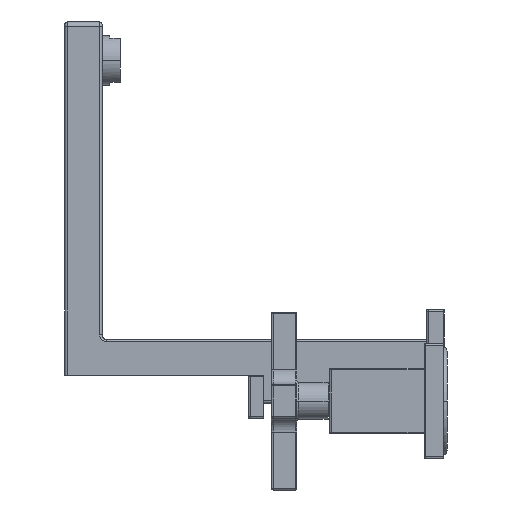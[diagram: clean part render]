
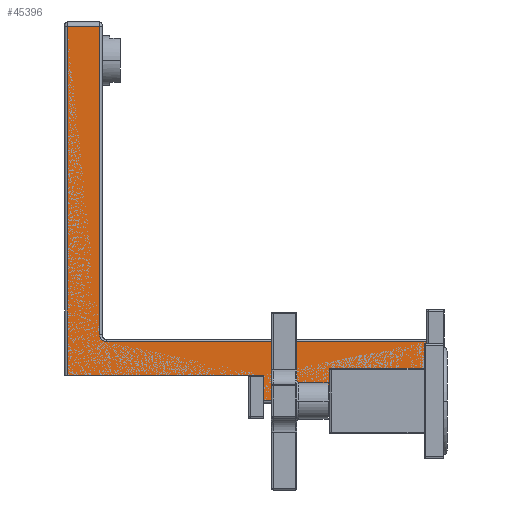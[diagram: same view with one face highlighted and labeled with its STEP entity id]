
A CAD part, left-side view. The second image highlights one B-rep face of the part: STEP entity #45396.
In plain terms, the highlighted planar face has unit normal (-1, 0, 0).
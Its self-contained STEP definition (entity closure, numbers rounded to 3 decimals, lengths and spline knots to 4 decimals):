
#43987=DIRECTION('',(0.,0.,1.));
#43988=VECTOR('',#43987,0.456);
#43989=CARTESIAN_POINT('',(-0.835,3.18,0.0018));
#43990=LINE('',#43989,#43988);
#43991=CARTESIAN_POINT('',(-0.835,5.956,1.1665));
#43992=DIRECTION('',(-1.,0.,0.));
#43993=DIRECTION('',(0.,1.,0.));
#43994=AXIS2_PLACEMENT_3D('',#43991,#43992,#43993);
#43996=DIRECTION('',(0.,0.,-1.));
#43997=VECTOR('',#43996,1.0847);
#43998=CARTESIAN_POINT('',(-0.835,0.31,1.0465));
#43999=LINE('',#43998,#43997);
#44116=DIRECTION('',(0.,1.,0.));
#44117=VECTOR('',#44116,2.456);
#44118=CARTESIAN_POINT('',(-0.835,0.31,-0.0382));
#44119=LINE('',#44118,#44117);
#44172=DIRECTION('',(0.,-1.,0.));
#44173=VECTOR('',#44172,0.414);
#44174=CARTESIAN_POINT('',(-0.835,3.18,0.0018));
#44175=LINE('',#44174,#44173);
#44181=DIRECTION('',(0.,0.,1.));
#44182=VECTOR('',#44181,0.04);
#44183=CARTESIAN_POINT('',(-0.835,2.766,-0.0382));
#44184=LINE('',#44183,#44182);
#44190=DIRECTION('',(0.,-1.,0.));
#44191=VECTOR('',#44190,3.47);
#44192=CARTESIAN_POINT('',(-0.835,6.65,0.4578));
#44193=LINE('',#44192,#44191);
#44215=DIRECTION('',(0.,0.,-1.));
#44216=VECTOR('',#44215,6.1522);
#44217=CARTESIAN_POINT('',(-0.835,6.65,6.61));
#44218=LINE('',#44217,#44216);
#44301=DIRECTION('',(0.,1.,0.));
#44302=VECTOR('',#44301,5.646);
#44303=CARTESIAN_POINT('',(-0.835,0.31,1.0465));
#44304=LINE('',#44303,#44302);
#44324=DIRECTION('',(0.,0.,1.));
#44325=VECTOR('',#44324,5.4435);
#44326=CARTESIAN_POINT('',(-0.835,6.076,1.1665));
#44327=LINE('',#44326,#44325);
#44342=DIRECTION('',(0.,1.,0.));
#44343=VECTOR('',#44342,0.574);
#44344=CARTESIAN_POINT('',(-0.835,6.076,6.61));
#44345=LINE('',#44344,#44343);
#45159=CARTESIAN_POINT('',(-0.835,0.31,1.0465));
#45160=CARTESIAN_POINT('',(-0.835,0.31,-0.0382));
#45161=VERTEX_POINT('',#45159);
#45162=VERTEX_POINT('',#45160);
#45163=CARTESIAN_POINT('',(-0.835,3.18,0.0018));
#45164=CARTESIAN_POINT('',(-0.835,2.766,0.0018));
#45165=VERTEX_POINT('',#45163);
#45166=VERTEX_POINT('',#45164);
#45167=CARTESIAN_POINT('',(-0.835,2.766,-0.0382));
#45168=VERTEX_POINT('',#45167);
#45320=CARTESIAN_POINT('',(-0.835,6.65,0.4578));
#45321=CARTESIAN_POINT('',(-0.835,3.18,0.4578));
#45322=VERTEX_POINT('',#45320);
#45323=VERTEX_POINT('',#45321);
#45326=CARTESIAN_POINT('',(-0.835,6.65,6.61));
#45328=VERTEX_POINT('',#45326);
#45343=CARTESIAN_POINT('',(-0.835,5.956,1.0465));
#45345=VERTEX_POINT('',#45343);
#45348=CARTESIAN_POINT('',(-0.835,6.076,1.1665));
#45350=VERTEX_POINT('',#45348);
#45363=CARTESIAN_POINT('',(-0.835,6.076,6.61));
#45365=VERTEX_POINT('',#45363);
#45367=CARTESIAN_POINT('',(-0.835,3.48,3.2859));
#45368=DIRECTION('',(1.,0.,0.));
#45369=DIRECTION('',(0.,0.,-1.));
#45370=AXIS2_PLACEMENT_3D('',#45367,#45368,#45369);
#45371=PLANE('',#45370);
#45373=ORIENTED_EDGE('',*,*,#45372,.T.);
#45375=ORIENTED_EDGE('',*,*,#45374,.T.);
#45377=ORIENTED_EDGE('',*,*,#45376,.T.);
#45379=ORIENTED_EDGE('',*,*,#45378,.F.);
#45381=ORIENTED_EDGE('',*,*,#45380,.T.);
#45383=ORIENTED_EDGE('',*,*,#45382,.F.);
#45385=ORIENTED_EDGE('',*,*,#45384,.F.);
#45387=ORIENTED_EDGE('',*,*,#45386,.F.);
#45389=ORIENTED_EDGE('',*,*,#45388,.F.);
#45391=ORIENTED_EDGE('',*,*,#45390,.T.);
#45393=ORIENTED_EDGE('',*,*,#45392,.F.);
#45394=EDGE_LOOP('',(#45373,#45375,#45377,#45379,#45381,#45383,#45385,#45387,
#45389,#45391,#45393));
#45395=FACE_OUTER_BOUND('',#45394,.F.);
#45396=ADVANCED_FACE('',(#45395),#45371,.F.);
#43995=CIRCLE('',#43994,0.12);
#45372=EDGE_CURVE('',#45161,#45162,#43999,.T.);
#45374=EDGE_CURVE('',#45162,#45168,#44119,.T.);
#45376=EDGE_CURVE('',#45168,#45166,#44184,.T.);
#45378=EDGE_CURVE('',#45165,#45166,#44175,.T.);
#45380=EDGE_CURVE('',#45165,#45323,#43990,.T.);
#45382=EDGE_CURVE('',#45322,#45323,#44193,.T.);
#45384=EDGE_CURVE('',#45328,#45322,#44218,.T.);
#45386=EDGE_CURVE('',#45365,#45328,#44345,.T.);
#45388=EDGE_CURVE('',#45350,#45365,#44327,.T.);
#45390=EDGE_CURVE('',#45350,#45345,#43995,.T.);
#45392=EDGE_CURVE('',#45161,#45345,#44304,.T.);
